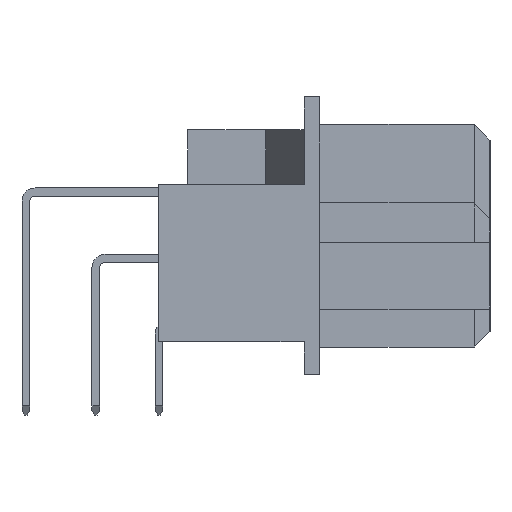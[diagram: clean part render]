
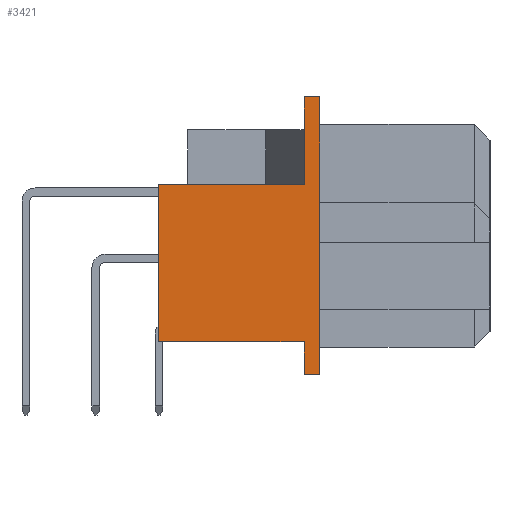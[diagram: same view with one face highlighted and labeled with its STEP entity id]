
A CAD part, left-side view. The second image highlights one B-rep face of the part: STEP entity #3421.
In plain terms, the highlighted planar face has unit normal (-1, 0, 0).
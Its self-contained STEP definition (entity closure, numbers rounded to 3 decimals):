
#3164 = VERTEX_POINT('',#3165);
#3165 = CARTESIAN_POINT('',(-19.06,5.31,0.));
#3171 = EDGE_CURVE('',#3172,#3164,#3174,.T.);
#3172 = VERTEX_POINT('',#3173);
#3173 = CARTESIAN_POINT('',(-19.06,5.31,6.));
#3174 = LINE('',#3175,#3176);
#3175 = CARTESIAN_POINT('',(-19.06,5.31,9.35));
#3176 = VECTOR('',#3177,1.);
#3177 = DIRECTION('',(0.,0.,-1.));
#3342 = VERTEX_POINT('',#3343);
#3343 = CARTESIAN_POINT('',(-19.06,-0.24,0.));
#3349 = EDGE_CURVE('',#3342,#3164,#3350,.T.);
#3350 = LINE('',#3351,#3352);
#3351 = CARTESIAN_POINT('',(-19.06,5.31,0.));
#3352 = VECTOR('',#3353,1.);
#3353 = DIRECTION('',(0.,1.,0.));
#3421 = ADVANCED_FACE('',(#3422),#3472,.F.);
#3422 = FACE_BOUND('',#3423,.T.);
#3423 = EDGE_LOOP('',(#3424,#3434,#3440,#3441,#3442,#3450,#3458,#3466));
#3424 = ORIENTED_EDGE('',*,*,#3425,.F.);
#3425 = EDGE_CURVE('',#3426,#3428,#3430,.T.);
#3426 = VERTEX_POINT('',#3427);
#3427 = CARTESIAN_POINT('',(-19.06,-0.24,6.));
#3428 = VERTEX_POINT('',#3429);
#3429 = CARTESIAN_POINT('',(-19.06,-0.24,9.35));
#3430 = LINE('',#3431,#3432);
#3431 = CARTESIAN_POINT('',(-19.06,-0.24,9.35));
#3432 = VECTOR('',#3433,1.);
#3433 = DIRECTION('',(0.,0.,1.));
#3434 = ORIENTED_EDGE('',*,*,#3435,.F.);
#3435 = EDGE_CURVE('',#3172,#3426,#3436,.T.);
#3436 = LINE('',#3437,#3438);
#3437 = CARTESIAN_POINT('',(-19.06,5.31,6.));
#3438 = VECTOR('',#3439,1.);
#3439 = DIRECTION('',(0.,-1.,0.));
#3440 = ORIENTED_EDGE('',*,*,#3171,.T.);
#3441 = ORIENTED_EDGE('',*,*,#3349,.F.);
#3442 = ORIENTED_EDGE('',*,*,#3443,.F.);
#3443 = EDGE_CURVE('',#3444,#3342,#3446,.T.);
#3444 = VERTEX_POINT('',#3445);
#3445 = CARTESIAN_POINT('',(-19.06,-0.24,-1.25));
#3446 = LINE('',#3447,#3448);
#3447 = CARTESIAN_POINT('',(-19.06,-0.24,0.));
#3448 = VECTOR('',#3449,1.);
#3449 = DIRECTION('',(0.,0.,1.));
#3450 = ORIENTED_EDGE('',*,*,#3451,.T.);
#3451 = EDGE_CURVE('',#3444,#3452,#3454,.T.);
#3452 = VERTEX_POINT('',#3453);
#3453 = CARTESIAN_POINT('',(-19.06,-0.84,-1.25));
#3454 = LINE('',#3455,#3456);
#3455 = CARTESIAN_POINT('',(-19.06,-0.84,-1.25));
#3456 = VECTOR('',#3457,1.);
#3457 = DIRECTION('',(0.,-1.,0.));
#3458 = ORIENTED_EDGE('',*,*,#3459,.F.);
#3459 = EDGE_CURVE('',#3460,#3452,#3462,.T.);
#3460 = VERTEX_POINT('',#3461);
#3461 = CARTESIAN_POINT('',(-19.06,-0.84,9.35));
#3462 = LINE('',#3463,#3464);
#3463 = CARTESIAN_POINT('',(-19.06,-0.84,9.35));
#3464 = VECTOR('',#3465,1.);
#3465 = DIRECTION('',(0.,0.,-1.));
#3466 = ORIENTED_EDGE('',*,*,#3467,.F.);
#3467 = EDGE_CURVE('',#3428,#3460,#3468,.T.);
#3468 = LINE('',#3469,#3470);
#3469 = CARTESIAN_POINT('',(-19.06,-0.84,9.35));
#3470 = VECTOR('',#3471,1.);
#3471 = DIRECTION('',(0.,-1.,0.));
#3472 = PLANE('',#3473);
#3473 = AXIS2_PLACEMENT_3D('',#3474,#3475,#3476);
#3474 = CARTESIAN_POINT('',(-19.06,-0.84,9.35));
#3475 = DIRECTION('',(1.,0.,0.));
#3476 = DIRECTION('',(0.,0.,-1.));
